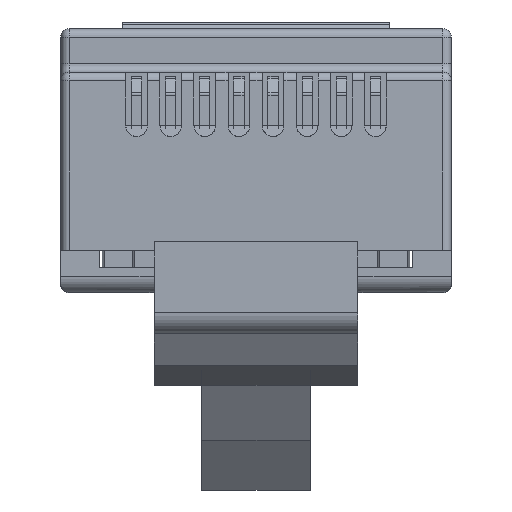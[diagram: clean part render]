
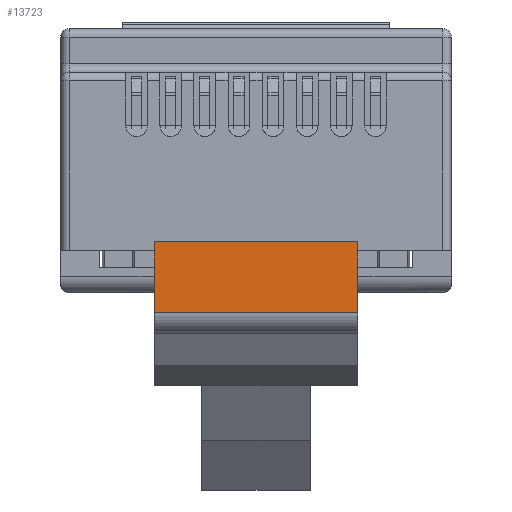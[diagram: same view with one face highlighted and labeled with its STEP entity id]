
A CAD part, front view. The second image highlights one B-rep face of the part: STEP entity #13723.
In plain terms, the highlighted face is planar.
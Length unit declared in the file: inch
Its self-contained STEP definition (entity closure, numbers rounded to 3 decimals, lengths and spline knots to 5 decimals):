
#30 = DIRECTION ( 'NONE',  ( 0., -1., 0. ) ) ;
#108 = CARTESIAN_POINT ( 'NONE',  ( 0.12008, 0.15335, 0.88386 ) ) ;
#238 = CARTESIAN_POINT ( 'NONE',  ( -0.12008, 0.98522, 0.88386 ) ) ;
#429 = DIRECTION ( 'NONE',  ( 0., 0., -1. ) ) ;
#1403 = DIRECTION ( 'NONE',  ( -1., 0., 0. ) ) ;
#1545 = CARTESIAN_POINT ( 'NONE',  ( 0.12008, 0.98522, 0.88386 ) ) ;
#2357 = CARTESIAN_POINT ( 'NONE',  ( 0.12008, 0.98522, 0.88386 ) ) ;
#2425 = VERTEX_POINT ( 'NONE', #5768 ) ;
#3141 = VERTEX_POINT ( 'NONE', #108 ) ;
#3970 = EDGE_CURVE ( 'NONE', #3141, #13561, #10308, .T. ) ;
#4406 = CARTESIAN_POINT ( 'NONE',  ( 0.12008, 0.06992, 0.88386 ) ) ;
#4456 = EDGE_CURVE ( 'NONE', #3141, #2425, #9315, .T. ) ;
#5768 = CARTESIAN_POINT ( 'NONE',  ( -0.12008, 0.15335, 0.88386 ) ) ;
#5860 = DIRECTION ( 'NONE',  ( 0., -1., 0. ) ) ;
#7715 = VECTOR ( 'NONE', #13471, 39.37008 ) ;
#9315 = LINE ( 'NONE', #10514, #9716 ) ;
#9423 = EDGE_LOOP ( 'NONE', ( #12489, #11780, #12635, #10105 ) ) ;
#9533 = DIRECTION ( 'NONE',  ( -1., 0., 0. ) ) ;
#9716 = VECTOR ( 'NONE', #9533, 39.37008 ) ;
#10105 = ORIENTED_EDGE ( 'NONE', *, *, #13790, .F. ) ;
#10222 = LINE ( 'NONE', #238, #14045 ) ;
#10308 = LINE ( 'NONE', #2357, #10666 ) ;
#10514 = CARTESIAN_POINT ( 'NONE',  ( -0.12008, 0.15335, 0.88386 ) ) ;
#10666 = VECTOR ( 'NONE', #30, 39.37008 ) ;
#10711 = FACE_OUTER_BOUND ( 'NONE', #9423, .T. ) ;
#11146 = CARTESIAN_POINT ( 'NONE',  ( 0.12008, 0.06992, 0.88386 ) ) ;
#11370 = VERTEX_POINT ( 'NONE', #12229 ) ;
#11485 = EDGE_CURVE ( 'NONE', #2425, #11370, #10222, .T. ) ;
#11682 = PLANE ( 'NONE',  #14429 ) ;
#11780 = ORIENTED_EDGE ( 'NONE', *, *, #4456, .T. ) ;
#12229 = CARTESIAN_POINT ( 'NONE',  ( -0.12008, 0.06992, 0.88386 ) ) ;
#12489 = ORIENTED_EDGE ( 'NONE', *, *, #3970, .F. ) ;
#12635 = ORIENTED_EDGE ( 'NONE', *, *, #11485, .T. ) ;
#13400 = LINE ( 'NONE', #11146, #7715 ) ;
#13471 = DIRECTION ( 'NONE',  ( -1., 0., 0. ) ) ;
#13561 = VERTEX_POINT ( 'NONE', #4406 ) ;
#13723 = ADVANCED_FACE ( 'NONE', ( #10711 ), #11682, .F. ) ;
#13790 = EDGE_CURVE ( 'NONE', #13561, #11370, #13400, .T. ) ;
#14045 = VECTOR ( 'NONE', #5860, 39.37008 ) ;
#14429 = AXIS2_PLACEMENT_3D ( 'NONE', #1545, #429, #1403 ) ;
